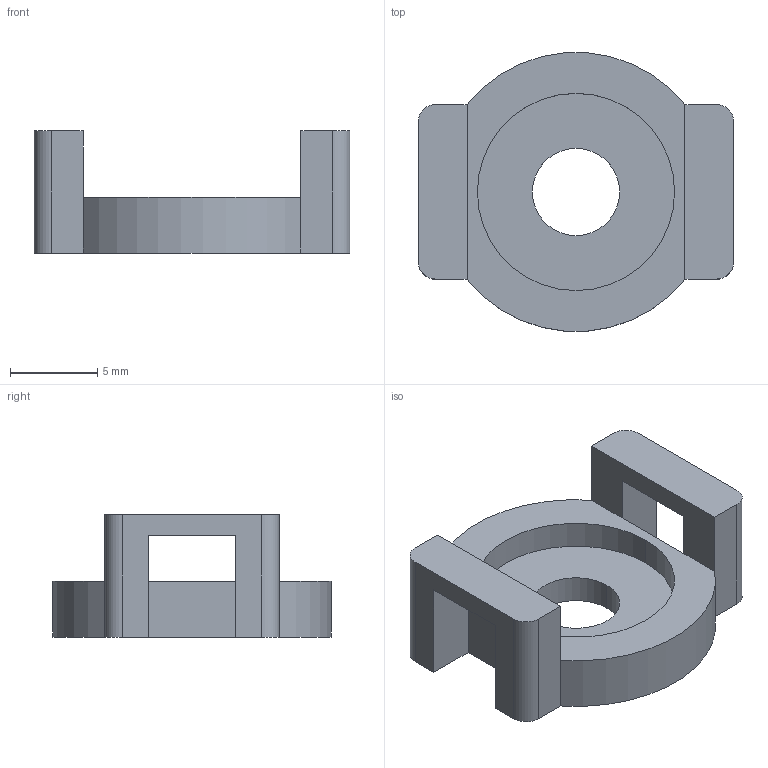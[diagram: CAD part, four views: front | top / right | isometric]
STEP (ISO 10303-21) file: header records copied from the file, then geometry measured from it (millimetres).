
FILE_DESCRIPTION (( 'STEP AP203' ), '1' );
FILE_NAME ('WCTMBK-WH.STEP', '2024-04-03T01:49:47', ( '' ), ( '' ), 'SwSTEP 2.0', 'SolidWorks 2021', '' );
FILE_SCHEMA (( 'CONFIG_CONTROL_DESIGN' ));
Length unit declared in the file: millimetre
Products named in the file (1): WCTMBK-WH
Bounding box: 18.09 x 15.95 x 7 mm (x, y, z)
Volume: 598.4 mm3; surface area: 894.2 mm2
Topology: 1 solids, 1 shells, 31 faces, 88 edges, 56 vertices
Faces by surface type: plane 21, cylinder 10
Entity records: 1087 total; most frequent: ORIENTED_EDGE 176, CARTESIAN_POINT 176, DIRECTION 172, EDGE_CURVE 88, LINE 68, VECTOR 68, VERTEX_POINT 56, AXIS2_PLACEMENT_3D 52
